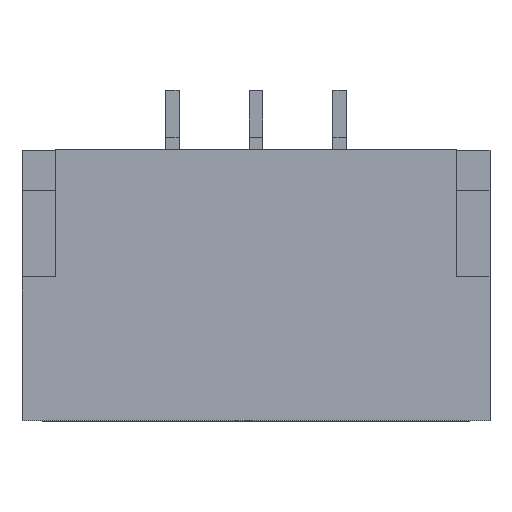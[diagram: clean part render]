
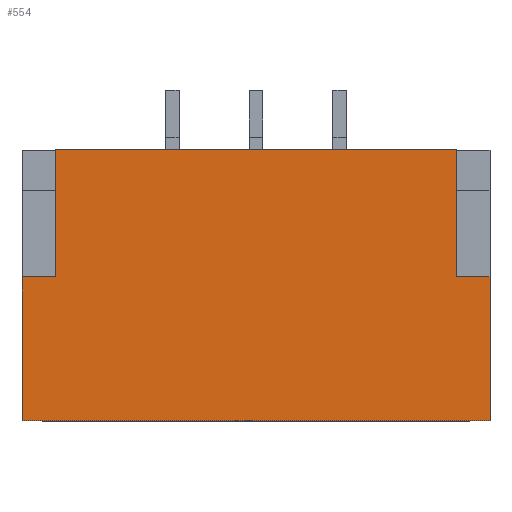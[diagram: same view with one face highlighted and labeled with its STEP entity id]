
A CAD part, top view. The second image highlights one B-rep face of the part: STEP entity #554.
In plain terms, the highlighted planar face has unit normal (0, 0, 1).
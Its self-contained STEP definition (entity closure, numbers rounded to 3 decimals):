
#28=VECTOR('',#29,1.);
#29=DIRECTION('',(0.,-1.,0.));
#58=DIRECTION('',(0.,0.,1.));
#76=VERTEX_POINT('',#77);
#77=CARTESIAN_POINT('',(-3.5,-0.32,4.245));
#79=ORIENTED_EDGE('',*,*,#80,.T.);
#80=EDGE_CURVE('',#76,#81,#83,.T.);
#81=VERTEX_POINT('',#82);
#82=CARTESIAN_POINT('',(-3.5,-2.47,4.245));
#83=LINE('',#84,#28);
#84=CARTESIAN_POINT('',(-3.5,1.58,4.245));
#96=VECTOR('',#97,1.);
#97=DIRECTION('',(0.,1.,0.));
#113=DIRECTION('',(1.,0.,0.));
#122=VECTOR('',#113,1.);
#317=VERTEX_POINT('',#318);
#318=CARTESIAN_POINT('',(3.5,-2.47,4.245));
#322=EDGE_CURVE('',#81,#317,#323,.T.);
#323=LINE('',#82,#122);
#554=ADVANCED_FACE('',(#555),#587,.T.);
#555=FACE_BOUND('',#556,.T.);
#556=EDGE_LOOP('',(#557,#564,#569,#79,#572,#573,#579,#584));
#557=ORIENTED_EDGE('',*,*,#558,.F.);
#558=EDGE_CURVE('',#559,#561,#563,.T.);
#559=VERTEX_POINT('',#560);
#560=CARTESIAN_POINT('',(-3.,1.58,4.245));
#561=VERTEX_POINT('',#562);
#562=CARTESIAN_POINT('',(3.,1.58,4.245));
#563=LINE('',#84,#122);
#564=ORIENTED_EDGE('',*,*,#565,.F.);
#565=EDGE_CURVE('',#566,#559,#568,.T.);
#566=VERTEX_POINT('',#567);
#567=CARTESIAN_POINT('',(-3.,-0.32,4.245));
#568=LINE('',#567,#96);
#569=ORIENTED_EDGE('',*,*,#570,.F.);
#570=EDGE_CURVE('',#76,#566,#571,.T.);
#571=LINE('',#77,#122);
#572=ORIENTED_EDGE('',*,*,#322,.T.);
#573=ORIENTED_EDGE('',*,*,#574,.F.);
#574=EDGE_CURVE('',#575,#317,#577,.T.);
#575=VERTEX_POINT('',#576);
#576=CARTESIAN_POINT('',(3.5,-0.32,4.245));
#577=LINE('',#578,#28);
#578=CARTESIAN_POINT('',(3.5,1.58,4.245));
#579=ORIENTED_EDGE('',*,*,#580,.F.);
#580=EDGE_CURVE('',#581,#575,#583,.T.);
#581=VERTEX_POINT('',#582);
#582=CARTESIAN_POINT('',(3.,-0.32,4.245));
#583=LINE('',#582,#122);
#584=ORIENTED_EDGE('',*,*,#585,.T.);
#585=EDGE_CURVE('',#581,#561,#586,.T.);
#586=LINE('',#582,#96);
#587=PLANE('',#588);
#588=AXIS2_PLACEMENT_3D('',#84,#58,#29);
